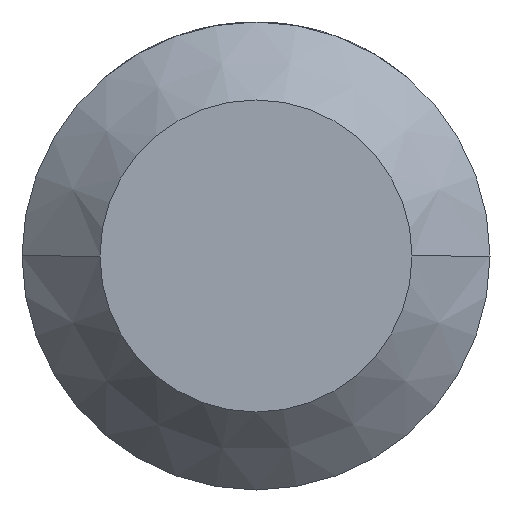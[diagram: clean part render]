
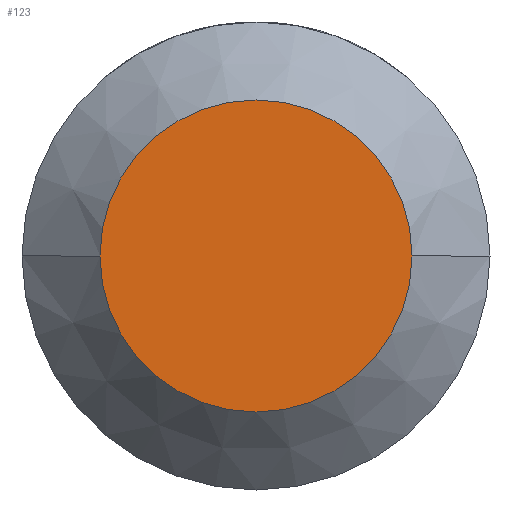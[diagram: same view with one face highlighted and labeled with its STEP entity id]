
A CAD part, front view. The second image highlights one B-rep face of the part: STEP entity #123.
In plain terms, the highlighted planar face has unit normal (0, -1, 0).
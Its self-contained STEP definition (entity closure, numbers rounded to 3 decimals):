
#102 = DIRECTION ( 'NONE',  ( 0., -1., 0. ) ) ;
#123 = ADVANCED_FACE ( 'Defeature ausgef�hrt1_6', ( #1744 ), #2004, .T. ) ;
#306 = DIRECTION ( 'NONE',  ( 1., 0., 0. ) ) ;
#528 = DIRECTION ( 'NONE',  ( 1., 0., 0. ) ) ;
#592 = VERTEX_POINT ( 'NONE', #2834 ) ;
#716 = AXIS2_PLACEMENT_3D ( 'NONE', #1240, #2306, #528 ) ;
#894 = CARTESIAN_POINT ( 'NONE',  ( 3., -100., 0. ) ) ;
#900 = CARTESIAN_POINT ( 'NONE',  ( -2., -100., 0. ) ) ;
#1122 = DIRECTION ( 'NONE',  ( 1., 0., 0. ) ) ;
#1240 = CARTESIAN_POINT ( 'NONE',  ( 0., -100., 0. ) ) ;
#1439 = ORIENTED_EDGE ( 'NONE', *, *, #2488, .T. ) ;
#1672 = EDGE_LOOP ( 'NONE', ( #1999, #1439 ) ) ;
#1699 = CIRCLE ( 'NONE', #2012, 2. ) ;
#1744 = FACE_OUTER_BOUND ( 'NONE', #1672, .T. ) ;
#1758 = DIRECTION ( 'NONE',  ( 0., -1., 0. ) ) ;
#1882 = CARTESIAN_POINT ( 'NONE',  ( 0., -100., 0. ) ) ;
#1988 = AXIS2_PLACEMENT_3D ( 'NONE', #894, #1758, #1122 ) ;
#1999 = ORIENTED_EDGE ( 'NONE', *, *, #2467, .T. ) ;
#2004 = PLANE ( 'NONE',  #1988 ) ;
#2012 = AXIS2_PLACEMENT_3D ( 'NONE', #1882, #102, #306 ) ;
#2306 = DIRECTION ( 'NONE',  ( 0., -1., 0. ) ) ;
#2307 = VERTEX_POINT ( 'NONE', #900 ) ;
#2467 = EDGE_CURVE ( 'Defeature ausgef�hrt1_6+Defeature ausgef�hrt1_8+Defeature ausgef�hrt1_8+Defeature ausgef�hrt1_8', #2307, #592, #1699, .T. ) ;
#2488 = EDGE_CURVE ( 'Defeature ausgef�hrt1_6+Defeature ausgef�hrt1_8+Defeature ausgef�hrt1_8+Defeature ausgef�hrt1_8', #592, #2307, #2862, .T. ) ;
#2834 = CARTESIAN_POINT ( 'NONE',  ( 2., -100., 0. ) ) ;
#2862 = CIRCLE ( 'NONE', #716, 2. ) ;
